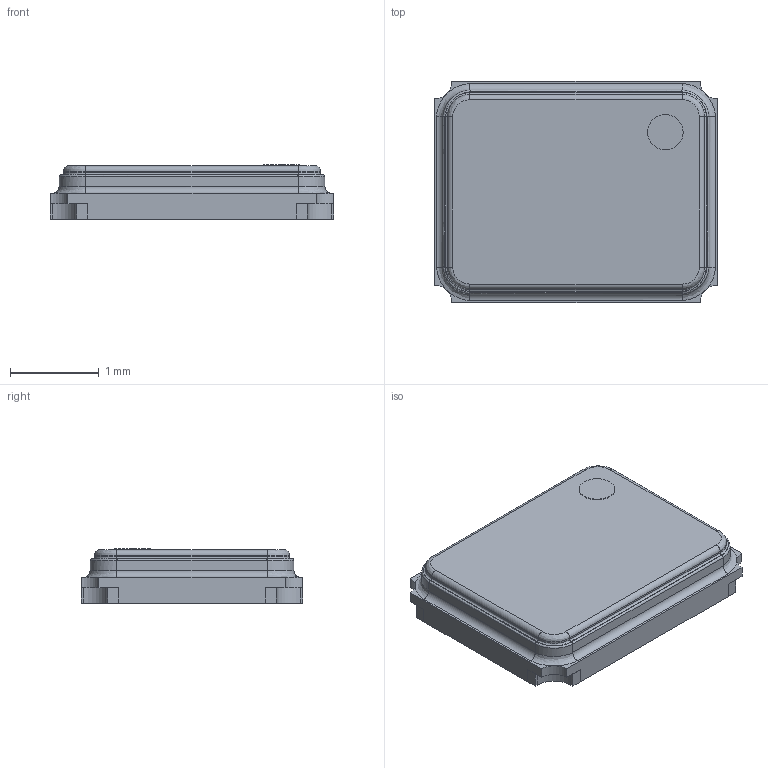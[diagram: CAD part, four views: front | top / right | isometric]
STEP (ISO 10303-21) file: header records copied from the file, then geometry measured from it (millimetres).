
FILE_DESCRIPTION (( 'STEP AP214' ), '1' );
FILE_NAME ('8D0724F8-AFE6-4310-8F85-E94D3FE4EC9B.STEP', '2023-12-01T11:16:01', ( '' ), ( '' ), 'SwSTEP 2.0', 'SolidWorks 2022', '' );
FILE_SCHEMA (( 'AUTOMOTIVE_DESIGN' ));
Length unit declared in the file: millimetre
Products named in the file (1): 8D0724F8-AFE6-4310-8F85-E94D3FE4EC9B
Bounding box: 3.2 x 2.5 x 0.61 mm (x, y, z)
Volume: 4.3 mm3; surface area: 32.5 mm2
Topology: 6 solids, 6 shells, 149 faces, 372 edges, 236 vertices
Faces by surface type: plane 99, cylinder 30, bspline 20
Entity records: 6436 total; most frequent: CARTESIAN_POINT 1346, ORIENTED_EDGE 744, DIRECTION 636, EDGE_CURVE 372, LINE 280, VECTOR 280, VERTEX_POINT 236, AXIS2_PLACEMENT_3D 178
